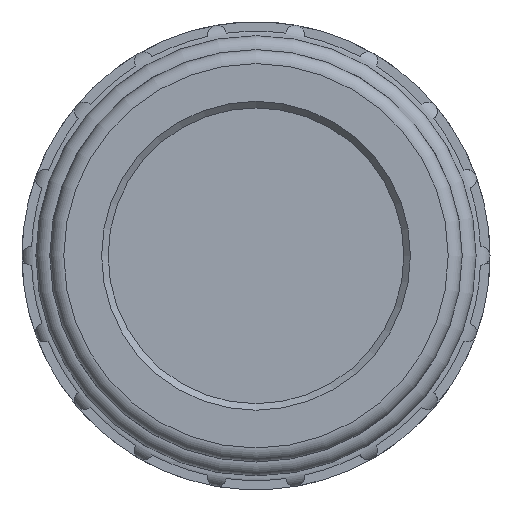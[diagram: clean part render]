
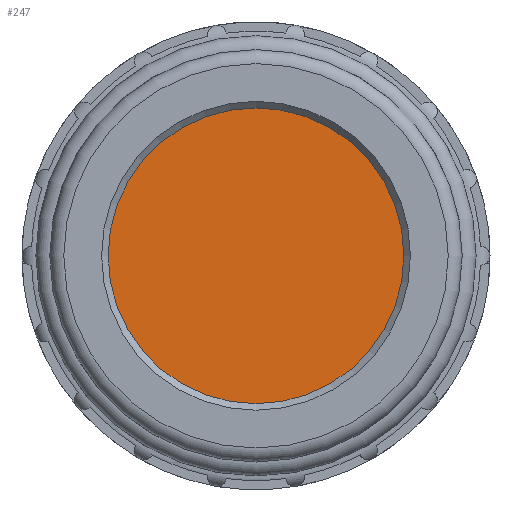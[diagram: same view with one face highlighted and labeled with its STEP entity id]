
A CAD part, left-side view. The second image highlights one B-rep face of the part: STEP entity #247.
In plain terms, the highlighted planar face has unit normal (-1, 0, 0).
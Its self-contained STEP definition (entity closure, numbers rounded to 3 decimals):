
#247 = ADVANCED_FACE( '', ( #589 ), #590, .F. );
#589 = FACE_OUTER_BOUND( '', #1025, .T. );
#590 = PLANE( '', #1026 );
#1025 = EDGE_LOOP( '', ( #1692 ) );
#1026 = AXIS2_PLACEMENT_3D( '', #1693, #1694, #1695 );
#1692 = ORIENTED_EDGE( '', *, *, #2717, .F. );
#1693 = CARTESIAN_POINT( '', ( 0.42, 0., 0. ) );
#1694 = DIRECTION( '', ( 1., 0., 0. ) );
#1695 = DIRECTION( '', ( 0., 0., -1. ) );
#2717 = EDGE_CURVE( '', #3322, #3322, #3323, .T. );
#3322 = VERTEX_POINT( '', #4190 );
#3323 = CIRCLE( '', #4191, 9.48 );
#4190 = CARTESIAN_POINT( '', ( 0.42, 0., -9.48 ) );
#4191 = AXIS2_PLACEMENT_3D( '', #5204, #5205, #5206 );
#5204 = CARTESIAN_POINT( '', ( 0.42, 0., 0. ) );
#5205 = DIRECTION( '', ( 1., 0., 0. ) );
#5206 = DIRECTION( '', ( 0., 0., -1. ) );
